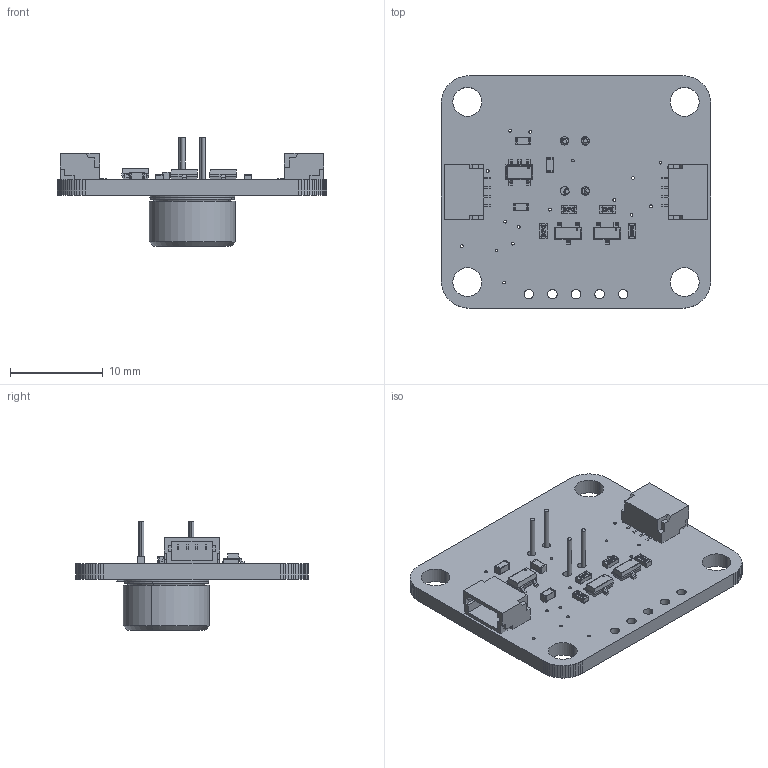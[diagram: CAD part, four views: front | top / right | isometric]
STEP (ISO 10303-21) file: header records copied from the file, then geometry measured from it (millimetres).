
FILE_DESCRIPTION(('PCB Model'),'2;1');
FILE_NAME('7SEMI_MLX9064x_QWIIC.STEP','2023-11-16T10:42:46', ('pritesh'),('Unspecified'),'Open CASCADE STEP processor 6.8', 'Proteus','Unknown');
FILE_SCHEMA(('AUTOMOTIVE_DESIGN { 1 0 10303 214 1 1 1 1 }'));
Length unit declared in the file: millimetre
Products named in the file (66): Open CASCADE STEP translator 6.8 1; Layer_1; U1; Open CASCADE STEP translator 6.8 1.2.1; Body_1; MLX90640_120__APERTURE_ANY; ASM0001; PRT0005; PRT0006; PRT0007; PRT0008; PRT0009; PRT0010; 90640-120X30-APPERTURE_ANY; _MLX90640_120__APERTURE; U2; Open CASCADE STEP translator 6.8 1.3.1; =>[0:1:1:2]; =>[0:1:1:3]; SOLID; =>[0:1:1:4]; C1; Open CASCADE STEP translator 6.8 1.4.1; Part_3; Part_2; Part_1; C3; Open CASCADE STEP translator 6.8 1.5.1; C2; Open CASCADE STEP translator 6.8 1.6.1; R4; Open CASCADE STEP translator 6.8 1.7.1; =>[0:1:1:5]; =>[0:1:1:6]; Q2; Open CASCADE STEP translator 6.8 1.8.1; Q1; Open CASCADE STEP translator 6.8 1.9.1; R5; Open CASCADE STEP translator 6.8 1.10.1 ...
Assembly tree (80 placements, depth 7):
  Open CASCADE STEP translator 6.8 1
    Layer_1
    U1
      Open CASCADE STEP translator 6.8 1.2.1
        Body_1
          MLX90640_120__APERTURE_ANY
            ASM0001
              PRT0005
              PRT0006  x3
              PRT0007  x3
              PRT0008
            PRT0009
            PRT0010
            90640-120X30-APPERTURE_ANY
          _MLX90640_120__APERTURE
    U2
      Open CASCADE STEP translator 6.8 1.3.1
        Body_1
          =>[0:1:1:2]
          =>[0:1:1:3]
            SOLID
            SOLID
            SOLID
          =>[0:1:1:4]
            SOLID
            SOLID
    C1
      Open CASCADE STEP translator 6.8 1.4.1
        Body_1
          Part_3
          Part_2
          Part_1
    C3
      Open CASCADE STEP translator 6.8 1.5.1
        Body_1
          Part_3
          Part_2
          Part_1
    C2
      Open CASCADE STEP translator 6.8 1.6.1
        Body_1
          Part_3
          Part_2
          Part_1
    R4
      Open CASCADE STEP translator 6.8 1.7.1
        Body_1
          =>[0:1:1:3]
          =>[0:1:1:4]
          =>[0:1:1:5]
          =>[0:1:1:6]
    Q2
      Open CASCADE STEP translator 6.8 1.8.1
        Body_1
          =>[0:1:1:2]
          =>[0:1:1:3]
            SOLID
            SOLID
          =>[0:1:1:4]
    Q1
Bounding box: 29 x 25 x 11.7 mm (x, y, z)
Volume: 1469.3 mm3; surface area: 3036.8 mm2
Topology: 53 solids, 53 shells, 1171 faces, 2914 edges, 1872 vertices
Faces by surface type: plane 700, cylinder 247, bspline 164, torus 32, sphere 24, cone 4
Entity records: 25074 total; most frequent: CARTESIAN_POINT 6185, DIRECTION 3135, ORIENTED_EDGE 3092, EDGE_CURVE 1546, AXIS2_PLACEMENT_3D 1046, LINE 1043, VECTOR 1043, VERTEX_POINT 1002
